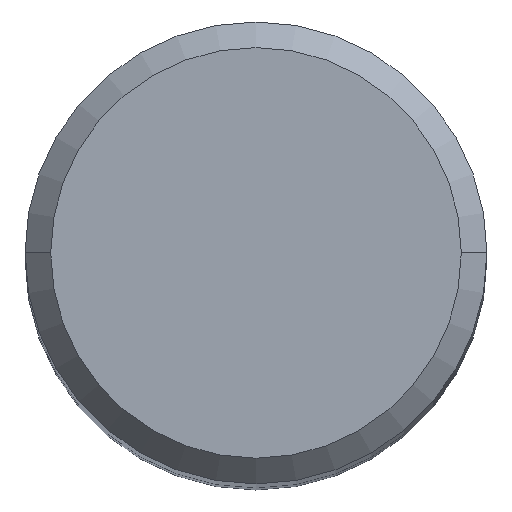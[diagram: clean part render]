
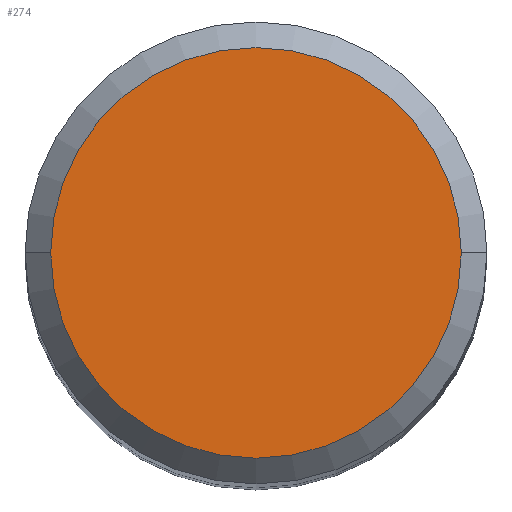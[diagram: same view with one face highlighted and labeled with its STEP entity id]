
A CAD part, top view. The second image highlights one B-rep face of the part: STEP entity #274.
In plain terms, the highlighted planar face has unit normal (0, 0, 1).
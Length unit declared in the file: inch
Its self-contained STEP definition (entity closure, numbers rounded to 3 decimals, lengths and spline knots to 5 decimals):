
#3 = ORIENTED_EDGE ( 'NONE', *, *, #385, .T. ) ;
#14 = CARTESIAN_POINT ( 'NONE',  ( 0., 0., 0. ) ) ;
#60 = CARTESIAN_POINT ( 'NONE',  ( 0., 0., 0. ) ) ;
#68 = DIRECTION ( 'NONE',  ( 0., 0., 1. ) ) ;
#86 = VERTEX_POINT ( 'NONE', #129 ) ;
#89 = EDGE_CURVE ( 'NONE', #86, #233, #309, .T. ) ;
#99 = AXIS2_PLACEMENT_3D ( 'NONE', #299, #269, #146 ) ;
#105 = PLANE ( 'NONE',  #333 ) ;
#116 = CIRCLE ( 'NONE', #99, 0.25025 ) ;
#129 = CARTESIAN_POINT ( 'NONE',  ( 0.25025, 0., 0. ) ) ;
#132 = ORIENTED_EDGE ( 'NONE', *, *, #89, .T. ) ;
#142 = AXIS2_PLACEMENT_3D ( 'NONE', #60, #68, #277 ) ;
#146 = DIRECTION ( 'NONE',  ( 1., 0., 0. ) ) ;
#230 = FACE_OUTER_BOUND ( 'NONE', #363, .T. ) ;
#233 = VERTEX_POINT ( 'NONE', #381 ) ;
#269 = DIRECTION ( 'NONE',  ( 0., 0., 1. ) ) ;
#274 = ADVANCED_FACE ( 'NONE', ( #230 ), #105, .F. ) ;
#277 = DIRECTION ( 'NONE',  ( 1., 0., 0. ) ) ;
#299 = CARTESIAN_POINT ( 'NONE',  ( 0., 0., 0. ) ) ;
#309 = CIRCLE ( 'NONE', #142, 0.25025 ) ;
#323 = DIRECTION ( 'NONE',  ( 0., 0., -1. ) ) ;
#333 = AXIS2_PLACEMENT_3D ( 'NONE', #14, #323, #350 ) ;
#350 = DIRECTION ( 'NONE',  ( -1., 0., 0. ) ) ;
#363 = EDGE_LOOP ( 'NONE', ( #3, #132 ) ) ;
#381 = CARTESIAN_POINT ( 'NONE',  ( -0.25025, 0., 0. ) ) ;
#385 = EDGE_CURVE ( 'NONE', #233, #86, #116, .T. ) ;
